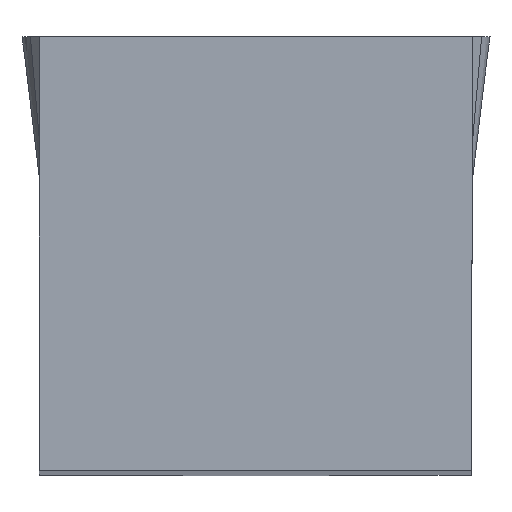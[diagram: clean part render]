
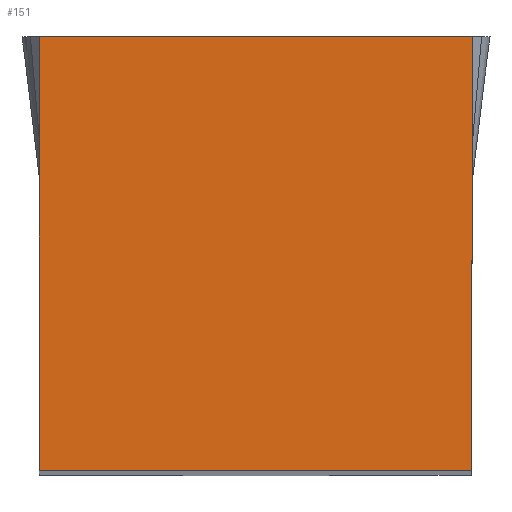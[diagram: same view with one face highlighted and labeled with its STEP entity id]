
A CAD part, top view. The second image highlights one B-rep face of the part: STEP entity #151.
In plain terms, the highlighted planar face has unit normal (0, 0, 1).
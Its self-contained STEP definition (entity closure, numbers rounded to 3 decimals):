
#121=FACE_OUTER_BOUND('',#341,.T.);
#151=ADVANCED_FACE('BLANK_BOXF006',(#121),#175,.F.);
#175=PLANE('',#752);
#203=LINE('',#1092,#256);
#208=LINE('',#1102,#261);
#216=LINE('',#1119,#269);
#227=LINE('',#1148,#280);
#256=VECTOR('',#855,1.);
#261=VECTOR('',#862,1.);
#269=VECTOR('',#872,1.);
#280=VECTOR('',#901,1.);
#341=EDGE_LOOP('',(#452,#453,#454,#455));
#452=ORIENTED_EDGE('',*,*,#600,.F.);
#453=ORIENTED_EDGE('',*,*,#615,.F.);
#454=ORIENTED_EDGE('',*,*,#592,.F.);
#455=ORIENTED_EDGE('',*,*,#587,.F.);
#527=VERTEX_POINT('',#1091);
#528=VERTEX_POINT('',#1093);
#532=VERTEX_POINT('',#1103);
#539=VERTEX_POINT('',#1118);
#587=EDGE_CURVE('',#527,#528,#203,.T.);
#592=EDGE_CURVE('',#528,#532,#208,.T.);
#600=EDGE_CURVE('',#539,#527,#216,.T.);
#615=EDGE_CURVE('',#532,#539,#227,.T.);
#752=AXIS2_PLACEMENT_3D('',#1149,#902,#903);
#855=DIRECTION('',(1.,0.,0.));
#862=DIRECTION('',(-0.004,-1.,0.));
#872=DIRECTION('',(0.,1.,0.));
#901=DIRECTION('',(-1.,0.,0.));
#902=DIRECTION('',(0.,0.,-1.));
#903=DIRECTION('',(-1.,0.,0.));
#1091=CARTESIAN_POINT('',(-11.875,11.875,0.));
#1092=CARTESIAN_POINT('',(-90.35,11.875,0.));
#1093=CARTESIAN_POINT('',(0.,11.875,0.));
#1102=CARTESIAN_POINT('',(0.342,90.349,0.));
#1103=CARTESIAN_POINT('',(-0.052,0.,0.));
#1118=CARTESIAN_POINT('',(-11.875,0.,0.));
#1119=CARTESIAN_POINT('',(-11.875,-90.35,0.));
#1148=CARTESIAN_POINT('',(90.35,0.,0.));
#1149=CARTESIAN_POINT('',(-16.875,-5.,0.));
